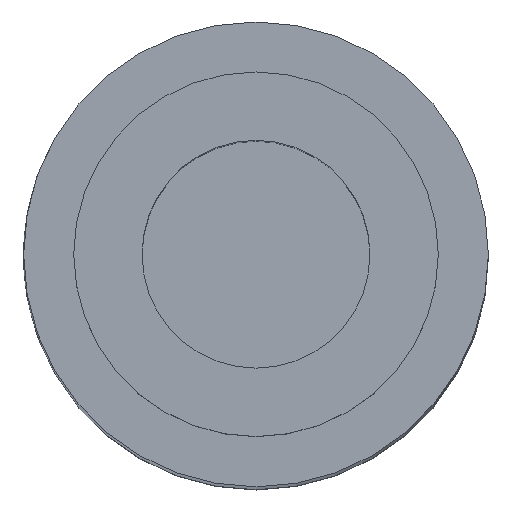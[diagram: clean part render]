
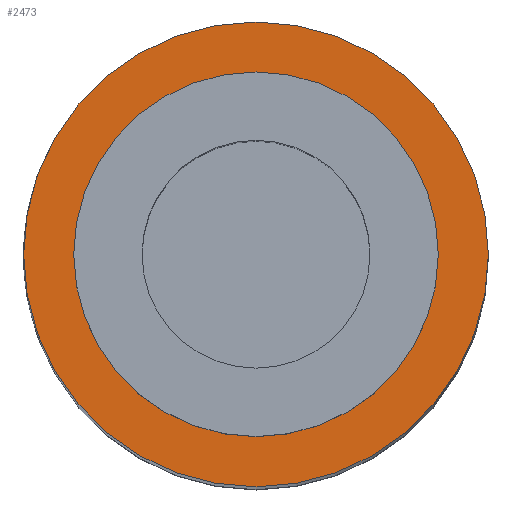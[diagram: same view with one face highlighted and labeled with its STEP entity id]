
A CAD part, top view. The second image highlights one B-rep face of the part: STEP entity #2473.
In plain terms, the highlighted planar face has unit normal (0, 0, 1).
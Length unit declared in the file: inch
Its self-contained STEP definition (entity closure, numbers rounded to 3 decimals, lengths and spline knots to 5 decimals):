
#195=CARTESIAN_POINT('',(0.,0.,2.098));
#196=DIRECTION('',(0.,0.,1.));
#197=DIRECTION('',(1.,0.,0.));
#198=AXIS2_PLACEMENT_3D('',#195,#196,#197);
#264=CARTESIAN_POINT('',(0.,0.,2.098));
#265=DIRECTION('',(0.,0.,1.));
#266=DIRECTION('',(-1.,0.,0.));
#267=AXIS2_PLACEMENT_3D('',#264,#265,#266);
#1000=CARTESIAN_POINT('',(0.,0.,2.098));
#1001=DIRECTION('',(0.,0.,1.));
#1002=DIRECTION('',(0.,-1.,0.));
#1003=AXIS2_PLACEMENT_3D('',#1000,#1001,#1002);
#1029=CARTESIAN_POINT('',(0.,0.,2.098));
#1030=DIRECTION('',(0.,0.,-1.));
#1031=DIRECTION('',(0.,-1.,0.));
#1032=AXIS2_PLACEMENT_3D('',#1029,#1030,#1031);
#1070=CARTESIAN_POINT('',(0.,-0.2,2.098));
#1071=CARTESIAN_POINT('',(0.,0.2,2.098));
#1072=VERTEX_POINT('',#1070);
#1073=VERTEX_POINT('',#1071);
#1078=CARTESIAN_POINT('',(0.255,0.,2.098));
#1079=CARTESIAN_POINT('',(-0.255,0.,2.098));
#1080=VERTEX_POINT('',#1078);
#1081=VERTEX_POINT('',#1079);
#2458=CARTESIAN_POINT('',(0.,0.,2.098));
#2459=DIRECTION('',(0.,0.,-1.));
#2460=DIRECTION('',(0.,-1.,0.));
#2461=AXIS2_PLACEMENT_3D('',#2458,#2459,#2460);
#2462=PLANE('',#2461);
#2463=ORIENTED_EDGE('',*,*,#1453,.F.);
#2464=ORIENTED_EDGE('',*,*,#1591,.F.);
#2465=EDGE_LOOP('',(#2463,#2464));
#2466=FACE_OUTER_BOUND('',#2465,.F.);
#2468=ORIENTED_EDGE('',*,*,#2467,.T.);
#2470=ORIENTED_EDGE('',*,*,#2469,.F.);
#2471=EDGE_LOOP('',(#2468,#2470));
#2472=FACE_BOUND('',#2471,.F.);
#2473=ADVANCED_FACE('',(#2466,#2472),#2462,.F.);
#199=CIRCLE('',#198,0.255);
#268=CIRCLE('',#267,0.255);
#1004=CIRCLE('',#1003,0.2);
#1033=CIRCLE('',#1032,0.2);
#1453=EDGE_CURVE('',#1080,#1081,#199,.T.);
#1591=EDGE_CURVE('',#1081,#1080,#268,.T.);
#2467=EDGE_CURVE('',#1072,#1073,#1004,.T.);
#2469=EDGE_CURVE('',#1072,#1073,#1033,.T.);
